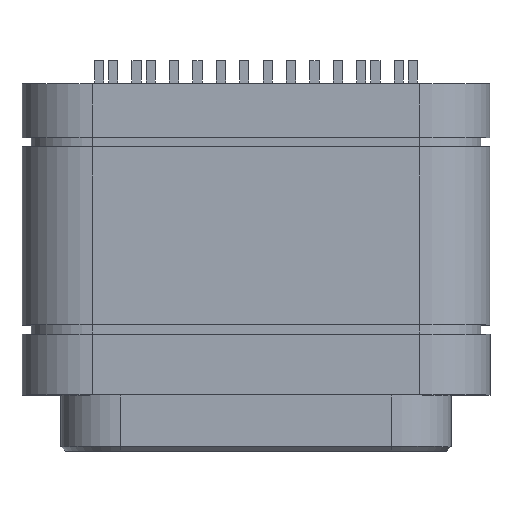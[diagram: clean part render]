
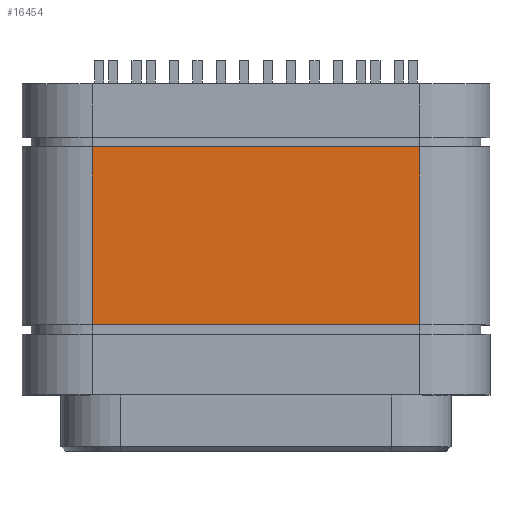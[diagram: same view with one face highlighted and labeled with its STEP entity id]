
A CAD part, top view. The second image highlights one B-rep face of the part: STEP entity #16454.
In plain terms, the highlighted planar face has unit normal (0, 0, 1).
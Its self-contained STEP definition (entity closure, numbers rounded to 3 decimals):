
#253 = LINE ( 'NONE', #15166, #7970 ) ;
#481 = LINE ( 'NONE', #5585, #23194 ) ;
#2262 = ORIENTED_EDGE ( 'NONE', *, *, #19191, .T. ) ;
#2362 = CARTESIAN_POINT ( 'NONE',  ( 3.5, 2.325, 4.56 ) ) ;
#3007 = DIRECTION ( 'NONE',  ( 1., 0., 0. ) ) ;
#3241 = CARTESIAN_POINT ( 'NONE',  ( 3.5, -1.475, 4.56 ) ) ;
#3853 = LINE ( 'NONE', #2362, #17177 ) ;
#4241 = CARTESIAN_POINT ( 'NONE',  ( -3.5, -1.475, 4.56 ) ) ;
#4415 = CARTESIAN_POINT ( 'NONE',  ( 3.5, -1.475, 4.56 ) ) ;
#5585 = CARTESIAN_POINT ( 'NONE',  ( -3.5, -1.475, 4.56 ) ) ;
#5640 = VERTEX_POINT ( 'NONE', #3241 ) ;
#6271 = DIRECTION ( 'NONE',  ( 0., 0., 1. ) ) ;
#6651 = CARTESIAN_POINT ( 'NONE',  ( 3.5, 2.325, 4.56 ) ) ;
#6843 = ORIENTED_EDGE ( 'NONE', *, *, #16163, .F. ) ;
#7379 = EDGE_CURVE ( 'NONE', #22330, #5640, #253, .T. ) ;
#7970 = VECTOR ( 'NONE', #13785, 1000. ) ;
#8553 = CARTESIAN_POINT ( 'NONE',  ( 3.5, -1.475, 4.56 ) ) ;
#10673 = VERTEX_POINT ( 'NONE', #21050 ) ;
#10726 = ORIENTED_EDGE ( 'NONE', *, *, #15824, .F. ) ;
#12397 = LINE ( 'NONE', #8553, #22499 ) ;
#12954 = ORIENTED_EDGE ( 'NONE', *, *, #7379, .T. ) ;
#13155 = DIRECTION ( 'NONE',  ( 0., 1., 0. ) ) ;
#13785 = DIRECTION ( 'NONE',  ( 1., 0., 0. ) ) ;
#14723 = VERTEX_POINT ( 'NONE', #6651 ) ;
#14893 = AXIS2_PLACEMENT_3D ( 'NONE', #4415, #6271, #3007 ) ;
#15166 = CARTESIAN_POINT ( 'NONE',  ( 3.5, -1.475, 4.56 ) ) ;
#15594 = FACE_OUTER_BOUND ( 'NONE', #19166, .T. ) ;
#15824 = EDGE_CURVE ( 'NONE', #10673, #14723, #3853, .T. ) ;
#16093 = DIRECTION ( 'NONE',  ( 0., 1., 0. ) ) ;
#16163 = EDGE_CURVE ( 'NONE', #22330, #10673, #481, .T. ) ;
#16383 = PLANE ( 'NONE',  #14893 ) ;
#16454 = ADVANCED_FACE ( 'NONE', ( #15594 ), #16383, .T. ) ;
#17177 = VECTOR ( 'NONE', #17493, 1000. ) ;
#17493 = DIRECTION ( 'NONE',  ( 1., 0., 0. ) ) ;
#19166 = EDGE_LOOP ( 'NONE', ( #10726, #6843, #12954, #2262 ) ) ;
#19191 = EDGE_CURVE ( 'NONE', #5640, #14723, #12397, .T. ) ;
#21050 = CARTESIAN_POINT ( 'NONE',  ( -3.5, 2.325, 4.56 ) ) ;
#22330 = VERTEX_POINT ( 'NONE', #4241 ) ;
#22499 = VECTOR ( 'NONE', #16093, 1000. ) ;
#23194 = VECTOR ( 'NONE', #13155, 1000. ) ;
